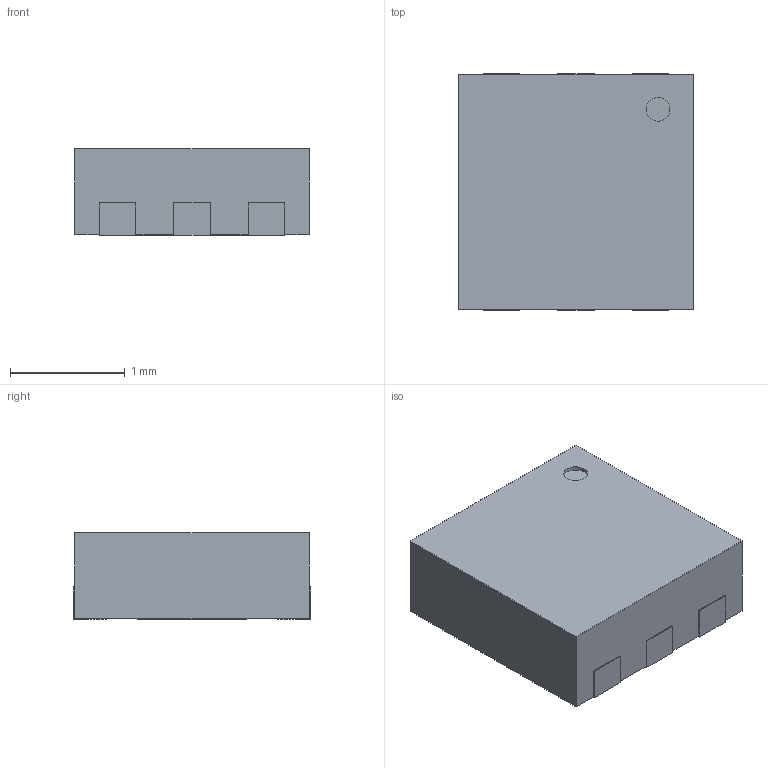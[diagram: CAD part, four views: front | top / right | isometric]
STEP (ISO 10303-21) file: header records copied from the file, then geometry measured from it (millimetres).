
FILE_DESCRIPTION(/* description */ ('Unknown'),/* implementation_level */ '2;1');
FILE_NAME(/* name */ 'SIA527DJ-T1-GE3',/* time_stamp */ '2023-04-27T14:26:35+02:00',/* author */ ('Unknown'),/* organization */ ('Unknown'),/* preprocessor_version */ 'ST-DEVELOPER v18.1',/* originating_system */ 'Solid Edge',/* authorisation */ 'Unknown');
FILE_SCHEMA (('AUTOMOTIVE_DESIGN {1 0 10303 214 3 1 1}'));
Length unit declared in the file: millimetre
Products named in the file (1): SIA527DJ-T1-GE3
Bounding box: 2.05 x 2.07 x 0.76 mm (x, y, z)
Volume: 3.2 mm3; surface area: 14.7 mm2
Topology: 1 solids, 1 shells, 76 faces, 213 edges, 142 vertices
Faces by surface type: plane 54, cylinder 22
Full cylindrical faces by diameter (mm): 0.207 x1
Entity records: 2992 total; most frequent: CARTESIAN_POINT 431, ORIENTED_EDGE 424, DIRECTION 410, EDGE_CURVE 212, LINE 168, VECTOR 168, VERTEX_POINT 142, AXIS2_PLACEMENT_3D 121
